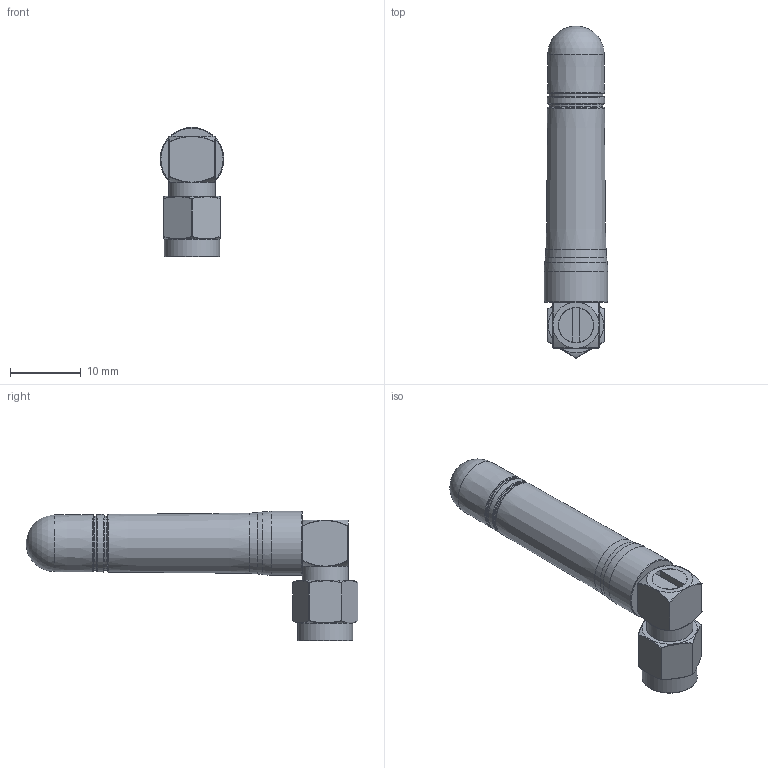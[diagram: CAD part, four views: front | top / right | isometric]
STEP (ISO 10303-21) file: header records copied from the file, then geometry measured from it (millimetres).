
FILE_DESCRIPTION(/* description */ ('Angle GSM antenna with SMA connector'),/* implementation_level */ '2;1');
FILE_NAME(/* name */ 'User Library-SMA_AntennaR.stp',/* time_stamp */ '2019-10-09T15:32:52+07:00',/* author */ ('lenovo'),/* organization */ (''),/* preprocessor_version */ 'ST-DEVELOPER v16.13',/* originating_system */ 'Autodesk Inventor 2018',/* authorisation */ '');
FILE_SCHEMA (('AUTOMOTIVE_DESIGN { 1 0 10303 214 3 1 1 }'));
Length unit declared in the file: millimetre
Products named in the file (1): User Library-SMA_AntennaR
Bounding box: 9 x 46.86 x 18.25 mm (x, y, z)
Volume: 2738.1 mm3; surface area: 1979.5 mm2
Topology: 3 solids, 3 shells, 143 faces, 313 edges, 174 vertices
Faces by surface type: bspline 39, torus 31, sphere 25, plane 24, cylinder 19, cone 5
Full cylindrical faces by diameter (mm): 1 x1, 5 x1, 6.5 x1, 6.6 x1, 7.6 x2, 7.8 x1, 9 x1
Entity records: 6714 total; most frequent: CARTESIAN_POINT 3930, DIRECTION 565, ORIENTED_EDGE 532, AXIS2_PLACEMENT_3D 269, EDGE_CURVE 266, EDGE_LOOP 180, VERTEX_POINT 164, CIRCLE 152
